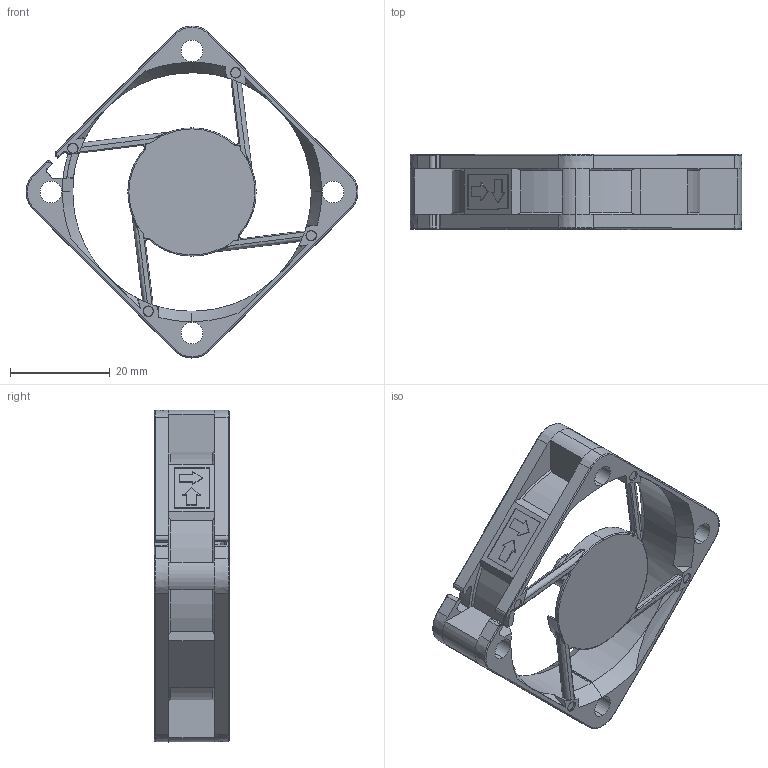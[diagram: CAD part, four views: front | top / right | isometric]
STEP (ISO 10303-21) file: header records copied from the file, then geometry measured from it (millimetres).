
FILE_DESCRIPTION (( 'STEP AP203' ), '1' );
FILE_NAME ('OD5015_m0_frame.stp', '2023-01-10T15:53:18', ( '' ), ( '' ), 'SwSTEP 2.0', 'SolidWorks 2018', '' );
FILE_SCHEMA (( 'CONFIG_CONTROL_DESIGN' ));
Length unit declared in the file: millimetre
Products named in the file (1): OD5015_m0_frame
Bounding box: 66.53 x 15.15 x 66.57 mm (x, y, z)
Volume: 6564.4 mm3; surface area: 9978.7 mm2
Topology: 1 solids, 1 shells, 458 faces, 1225 edges, 773 vertices
Faces by surface type: plane 145, bspline 114, cone 81, cylinder 80, torus 37, sphere 1
Entity records: 27739 total; most frequent: CARTESIAN_POINT 17600, ORIENTED_EDGE 2448, DIRECTION 1586, EDGE_CURVE 1224, VERTEX_POINT 773, AXIS2_PLACEMENT_3D 622, B_SPLINE_CURVE_WITH_KNOTS 594, EDGE_LOOP 479
